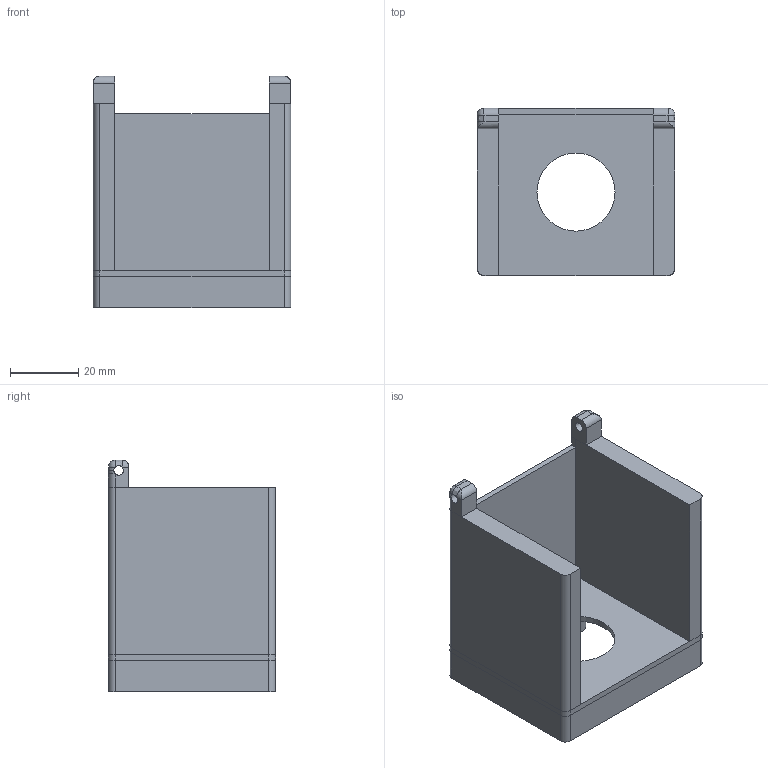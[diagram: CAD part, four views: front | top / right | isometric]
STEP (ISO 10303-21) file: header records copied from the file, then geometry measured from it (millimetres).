
FILE_DESCRIPTION(('FreeCAD Model'),'2;1');
FILE_NAME('Open CASCADE Shape Model','2023-12-06T14:09:05',(''),(''), 'Open CASCADE STEP processor 7.6','FreeCAD','Unknown');
FILE_SCHEMA(('AUTOMOTIVE_DESIGN { 1 0 10303 214 1 1 1 1 }'));
Length unit declared in the file: millimetre
Products named in the file (1): Body
Bounding box: 58 x 49 x 67.9 mm (x, y, z)
Volume: 42134.9 mm3; surface area: 25207 mm2
Topology: 1 solids, 1 shells, 91 faces, 200 edges, 116 vertices
Faces by surface type: plane 48, cylinder 35, bspline 6, sphere 2
Full cylindrical faces by diameter (mm): 2.8 x6, 5.6 x4, 22.9 x1
Entity records: 2644 total; most frequent: CARTESIAN_POINT 670, DIRECTION 408, ORIENTED_EDGE 396, EDGE_CURVE 198, AXIS2_PLACEMENT_3D 142, LINE 124, VECTOR 124, VERTEX_POINT 116
